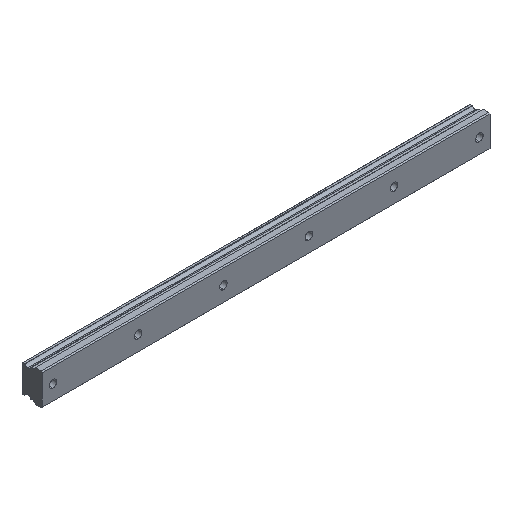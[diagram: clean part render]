
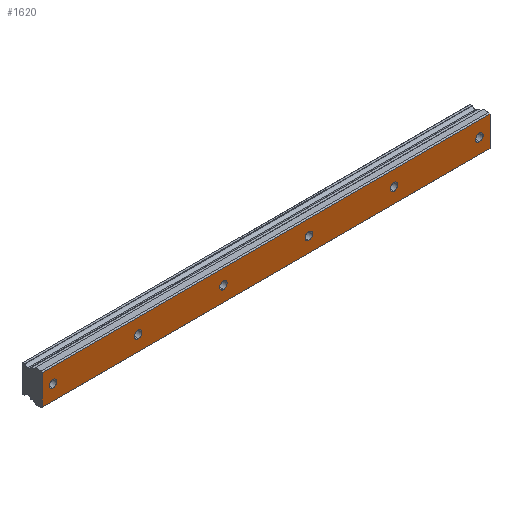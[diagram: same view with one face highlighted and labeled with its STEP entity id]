
A CAD part, isometric view. The second image highlights one B-rep face of the part: STEP entity #1620.
In plain terms, the highlighted planar face has unit normal (0, -1, 0).
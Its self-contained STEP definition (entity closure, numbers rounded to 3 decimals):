
#7 = VERTEX_POINT ( 'NONE', #180 ) ;
#13 = ORIENTED_EDGE ( 'NONE', *, *, #1100, .F. ) ;
#24 = DIRECTION ( 'NONE',  ( 0., 0., 1. ) ) ;
#30 = VERTEX_POINT ( 'NONE', #1662 ) ;
#35 = DIRECTION ( 'NONE',  ( 0., -1., 0. ) ) ;
#53 = CARTESIAN_POINT ( 'NONE',  ( 80., 0., -1.75 ) ) ;
#73 = AXIS2_PLACEMENT_3D ( 'NONE', #630, #1451, #1161 ) ;
#90 = CARTESIAN_POINT ( 'NONE',  ( 205., 0., -7. ) ) ;
#112 = LINE ( 'NONE', #1205, #1341 ) ;
#118 = DIRECTION ( 'NONE',  ( 0., 0., 1. ) ) ;
#120 = CARTESIAN_POINT ( 'NONE',  ( 205., 0., 7. ) ) ;
#125 = AXIS2_PLACEMENT_3D ( 'NONE', #340, #604, #1411 ) ;
#128 = AXIS2_PLACEMENT_3D ( 'NONE', #1184, #796, #1323 ) ;
#130 = DIRECTION ( 'NONE',  ( 1., 0., 0. ) ) ;
#144 = CARTESIAN_POINT ( 'NONE',  ( 160., 0., -1.75 ) ) ;
#148 = VERTEX_POINT ( 'NONE', #1687 ) ;
#180 = CARTESIAN_POINT ( 'NONE',  ( 40., 0., -1.75 ) ) ;
#191 = CARTESIAN_POINT ( 'NONE',  ( 0., 0., 0. ) ) ;
#211 = CIRCLE ( 'NONE', #585, 1.75 ) ;
#216 = CIRCLE ( 'NONE', #265, 1.75 ) ;
#218 = DIRECTION ( 'NONE',  ( 0., 1., 0. ) ) ;
#222 = ORIENTED_EDGE ( 'NONE', *, *, #1290, .F. ) ;
#230 = VERTEX_POINT ( 'NONE', #553 ) ;
#235 = ORIENTED_EDGE ( 'NONE', *, *, #1428, .F. ) ;
#252 = ORIENTED_EDGE ( 'NONE', *, *, #1221, .F. ) ;
#265 = AXIS2_PLACEMENT_3D ( 'NONE', #191, #875, #1504 ) ;
#279 = EDGE_LOOP ( 'NONE', ( #468, #576 ) ) ;
#290 = CARTESIAN_POINT ( 'NONE',  ( 160., 0., 0. ) ) ;
#293 = EDGE_CURVE ( 'NONE', #148, #393, #1263, .T. ) ;
#296 = EDGE_CURVE ( 'NONE', #605, #1415, #112, .T. ) ;
#303 = CARTESIAN_POINT ( 'NONE',  ( 40., 0., 0. ) ) ;
#305 = ORIENTED_EDGE ( 'NONE', *, *, #698, .F. ) ;
#309 = CARTESIAN_POINT ( 'NONE',  ( 120., 0., 0. ) ) ;
#311 = CARTESIAN_POINT ( 'NONE',  ( 200., 0., 0. ) ) ;
#313 = CARTESIAN_POINT ( 'NONE',  ( 0., 0., 1.75 ) ) ;
#321 = CARTESIAN_POINT ( 'NONE',  ( 200., 0., 0. ) ) ;
#340 = CARTESIAN_POINT ( 'NONE',  ( 80., 0., 0. ) ) ;
#348 = ORIENTED_EDGE ( 'NONE', *, *, #1573, .F. ) ;
#357 = DIRECTION ( 'NONE',  ( 0., 0., 1. ) ) ;
#375 = CIRCLE ( 'NONE', #73, 1.75 ) ;
#382 = VECTOR ( 'NONE', #130, 1000. ) ;
#391 = ORIENTED_EDGE ( 'NONE', *, *, #903, .F. ) ;
#393 = VERTEX_POINT ( 'NONE', #968 ) ;
#397 = LINE ( 'NONE', #1344, #722 ) ;
#424 = EDGE_CURVE ( 'NONE', #1235, #1383, #837, .T. ) ;
#440 = CIRCLE ( 'NONE', #1334, 1.75 ) ;
#442 = CIRCLE ( 'NONE', #125, 1.75 ) ;
#466 = EDGE_LOOP ( 'NONE', ( #348, #715 ) ) ;
#468 = ORIENTED_EDGE ( 'NONE', *, *, #1414, .F. ) ;
#472 = EDGE_CURVE ( 'NONE', #1383, #1235, #440, .T. ) ;
#482 = FACE_BOUND ( 'NONE', #1626, .T. ) ;
#488 = EDGE_LOOP ( 'NONE', ( #964, #938 ) ) ;
#503 = FACE_BOUND ( 'NONE', #627, .T. ) ;
#504 = ORIENTED_EDGE ( 'NONE', *, *, #472, .F. ) ;
#508 = FACE_BOUND ( 'NONE', #488, .T. ) ;
#517 = VERTEX_POINT ( 'NONE', #610 ) ;
#529 = AXIS2_PLACEMENT_3D ( 'NONE', #309, #851, #1122 ) ;
#553 = CARTESIAN_POINT ( 'NONE',  ( -5., 0., 7. ) ) ;
#558 = AXIS2_PLACEMENT_3D ( 'NONE', #832, #1366, #24 ) ;
#576 = ORIENTED_EDGE ( 'NONE', *, *, #1030, .F. ) ;
#585 = AXIS2_PLACEMENT_3D ( 'NONE', #290, #1458, #118 ) ;
#604 = DIRECTION ( 'NONE',  ( 0., -1., 0. ) ) ;
#605 = VERTEX_POINT ( 'NONE', #90 ) ;
#610 = CARTESIAN_POINT ( 'NONE',  ( 80., 0., 1.75 ) ) ;
#623 = ORIENTED_EDGE ( 'NONE', *, *, #1655, .F. ) ;
#627 = EDGE_LOOP ( 'NONE', ( #252, #391 ) ) ;
#630 = CARTESIAN_POINT ( 'NONE',  ( 160., 0., 0. ) ) ;
#690 = DIRECTION ( 'NONE',  ( 0., 0., 1. ) ) ;
#698 = EDGE_CURVE ( 'NONE', #230, #1173, #1589, .T. ) ;
#715 = ORIENTED_EDGE ( 'NONE', *, *, #1686, .F. ) ;
#722 = VECTOR ( 'NONE', #1192, 1000. ) ;
#738 = EDGE_LOOP ( 'NONE', ( #1337, #13, #305, #222 ) ) ;
#739 = DIRECTION ( 'NONE',  ( 0., 0., 1. ) ) ;
#785 = VERTEX_POINT ( 'NONE', #144 ) ;
#786 = CARTESIAN_POINT ( 'NONE',  ( 205., 0., 7. ) ) ;
#792 = EDGE_CURVE ( 'NONE', #393, #148, #1116, .T. ) ;
#796 = DIRECTION ( 'NONE',  ( 0., -1., 0. ) ) ;
#832 = CARTESIAN_POINT ( 'NONE',  ( 40., 0., 0. ) ) ;
#835 = DIRECTION ( 'NONE',  ( 0., -1., 0. ) ) ;
#837 = CIRCLE ( 'NONE', #1693, 1.75 ) ;
#846 = CARTESIAN_POINT ( 'NONE',  ( -5., 0., -7. ) ) ;
#851 = DIRECTION ( 'NONE',  ( 0., -1., 0. ) ) ;
#855 = DIRECTION ( 'NONE',  ( 0., 0., 1. ) ) ;
#865 = AXIS2_PLACEMENT_3D ( 'NONE', #1566, #218, #357 ) ;
#875 = DIRECTION ( 'NONE',  ( 0., -1., 0. ) ) ;
#903 = EDGE_CURVE ( 'NONE', #7, #30, #1579, .T. ) ;
#917 = AXIS2_PLACEMENT_3D ( 'NONE', #303, #1404, #855 ) ;
#918 = AXIS2_PLACEMENT_3D ( 'NONE', #1023, #1157, #739 ) ;
#926 = DIRECTION ( 'NONE',  ( 0., 0., 1. ) ) ;
#936 = CARTESIAN_POINT ( 'NONE',  ( 200., 0., -1.75 ) ) ;
#938 = ORIENTED_EDGE ( 'NONE', *, *, #792, .F. ) ;
#953 = DIRECTION ( 'NONE',  ( 0., 0., 1. ) ) ;
#964 = ORIENTED_EDGE ( 'NONE', *, *, #293, .F. ) ;
#968 = CARTESIAN_POINT ( 'NONE',  ( 120., 0., -1.75 ) ) ;
#1023 = CARTESIAN_POINT ( 'NONE',  ( 0., 0., 0. ) ) ;
#1030 = EDGE_CURVE ( 'NONE', #1382, #1468, #1084, .T. ) ;
#1043 = PLANE ( 'NONE',  #865 ) ;
#1051 = CIRCLE ( 'NONE', #1332, 1.75 ) ;
#1066 = DIRECTION ( 'NONE',  ( 0., -1., 0. ) ) ;
#1084 = CIRCLE ( 'NONE', #918, 1.75 ) ;
#1087 = CARTESIAN_POINT ( 'NONE',  ( 0., 0., -1.75 ) ) ;
#1100 = EDGE_CURVE ( 'NONE', #1173, #605, #397, .T. ) ;
#1104 = LINE ( 'NONE', #1492, #1640 ) ;
#1116 = CIRCLE ( 'NONE', #529, 1.75 ) ;
#1122 = DIRECTION ( 'NONE',  ( 0., 0., 1. ) ) ;
#1153 = FACE_OUTER_BOUND ( 'NONE', #738, .T. ) ;
#1157 = DIRECTION ( 'NONE',  ( 0., -1., 0. ) ) ;
#1161 = DIRECTION ( 'NONE',  ( 0., 0., 1. ) ) ;
#1173 = VERTEX_POINT ( 'NONE', #120 ) ;
#1184 = CARTESIAN_POINT ( 'NONE',  ( 120., 0., 0. ) ) ;
#1192 = DIRECTION ( 'NONE',  ( 0., 0., -1. ) ) ;
#1193 = CIRCLE ( 'NONE', #917, 1.75 ) ;
#1205 = CARTESIAN_POINT ( 'NONE',  ( 205., 0., -7. ) ) ;
#1221 = EDGE_CURVE ( 'NONE', #30, #7, #1193, .T. ) ;
#1224 = EDGE_LOOP ( 'NONE', ( #235, #623 ) ) ;
#1235 = VERTEX_POINT ( 'NONE', #1397 ) ;
#1263 = CIRCLE ( 'NONE', #128, 1.75 ) ;
#1290 = EDGE_CURVE ( 'NONE', #1415, #230, #1104, .T. ) ;
#1323 = DIRECTION ( 'NONE',  ( 0., 0., 1. ) ) ;
#1327 = VERTEX_POINT ( 'NONE', #1478 ) ;
#1332 = AXIS2_PLACEMENT_3D ( 'NONE', #1621, #1066, #926 ) ;
#1334 = AXIS2_PLACEMENT_3D ( 'NONE', #311, #835, #690 ) ;
#1337 = ORIENTED_EDGE ( 'NONE', *, *, #296, .F. ) ;
#1341 = VECTOR ( 'NONE', #1733, 1000. ) ;
#1344 = CARTESIAN_POINT ( 'NONE',  ( 205., 0., 7. ) ) ;
#1366 = DIRECTION ( 'NONE',  ( 0., -1., 0. ) ) ;
#1382 = VERTEX_POINT ( 'NONE', #1087 ) ;
#1383 = VERTEX_POINT ( 'NONE', #936 ) ;
#1397 = CARTESIAN_POINT ( 'NONE',  ( 200., 0., 1.75 ) ) ;
#1404 = DIRECTION ( 'NONE',  ( 0., -1., 0. ) ) ;
#1411 = DIRECTION ( 'NONE',  ( 0., 0., 1. ) ) ;
#1414 = EDGE_CURVE ( 'NONE', #1468, #1382, #216, .T. ) ;
#1415 = VERTEX_POINT ( 'NONE', #846 ) ;
#1421 = FACE_BOUND ( 'NONE', #466, .T. ) ;
#1428 = EDGE_CURVE ( 'NONE', #517, #1487, #442, .T. ) ;
#1451 = DIRECTION ( 'NONE',  ( 0., -1., 0. ) ) ;
#1458 = DIRECTION ( 'NONE',  ( 0., -1., 0. ) ) ;
#1468 = VERTEX_POINT ( 'NONE', #313 ) ;
#1478 = CARTESIAN_POINT ( 'NONE',  ( 160., 0., 1.75 ) ) ;
#1487 = VERTEX_POINT ( 'NONE', #53 ) ;
#1492 = CARTESIAN_POINT ( 'NONE',  ( -5., 0., 7. ) ) ;
#1504 = DIRECTION ( 'NONE',  ( 0., 0., 1. ) ) ;
#1552 = FACE_BOUND ( 'NONE', #1224, .T. ) ;
#1566 = CARTESIAN_POINT ( 'NONE',  ( 205., 0., 7. ) ) ;
#1573 = EDGE_CURVE ( 'NONE', #1327, #785, #375, .T. ) ;
#1579 = CIRCLE ( 'NONE', #558, 1.75 ) ;
#1589 = LINE ( 'NONE', #786, #382 ) ;
#1620 = ADVANCED_FACE ( 'NONE', ( #1153, #1677, #482, #1421, #508, #1552, #503 ), #1043, .F. ) ;
#1621 = CARTESIAN_POINT ( 'NONE',  ( 80., 0., 0. ) ) ;
#1626 = EDGE_LOOP ( 'NONE', ( #1663, #504 ) ) ;
#1630 = DIRECTION ( 'NONE',  ( 0., 0., 1. ) ) ;
#1640 = VECTOR ( 'NONE', #1630, 1000. ) ;
#1655 = EDGE_CURVE ( 'NONE', #1487, #517, #1051, .T. ) ;
#1662 = CARTESIAN_POINT ( 'NONE',  ( 40., 0., 1.75 ) ) ;
#1663 = ORIENTED_EDGE ( 'NONE', *, *, #424, .F. ) ;
#1677 = FACE_BOUND ( 'NONE', #279, .T. ) ;
#1686 = EDGE_CURVE ( 'NONE', #785, #1327, #211, .T. ) ;
#1687 = CARTESIAN_POINT ( 'NONE',  ( 120., 0., 1.75 ) ) ;
#1693 = AXIS2_PLACEMENT_3D ( 'NONE', #321, #35, #953 ) ;
#1733 = DIRECTION ( 'NONE',  ( -1., 0., 0. ) ) ;
